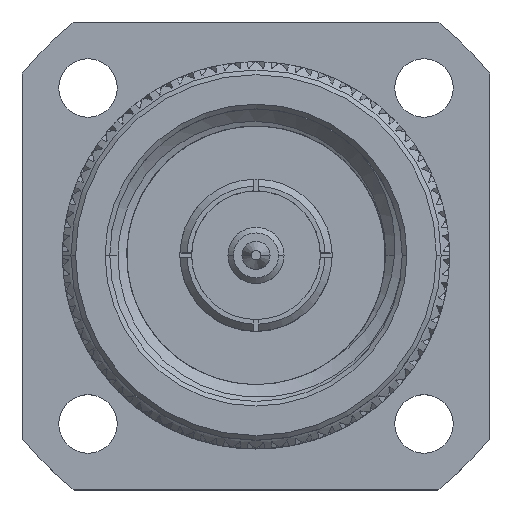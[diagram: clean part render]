
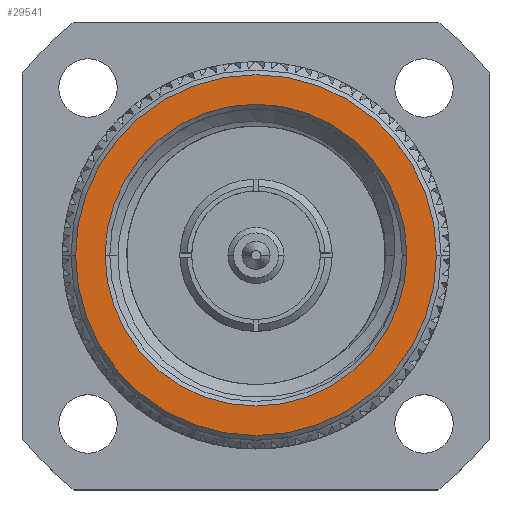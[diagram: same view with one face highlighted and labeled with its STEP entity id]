
A CAD part, top view. The second image highlights one B-rep face of the part: STEP entity #29541.
In plain terms, the highlighted planar face has unit normal (0, 0, 1).
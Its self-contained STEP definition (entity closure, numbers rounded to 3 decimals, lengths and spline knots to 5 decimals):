
#121 = AXIS2_PLACEMENT_3D ( 'NONE', #44829, #5246, #91997 ) ;
#3410 = CIRCLE ( 'NONE', #17516, 0.38559 ) ;
#5246 = DIRECTION ( 'NONE',  ( 0., 0., 1. ) ) ;
#17516 = AXIS2_PLACEMENT_3D ( 'NONE', #29304, #88957, #117258 ) ;
#18257 = CARTESIAN_POINT ( 'NONE',  ( 0., 0., 1.04 ) ) ;
#20937 = ORIENTED_EDGE ( 'NONE', *, *, #72858, .T. ) ;
#21280 = AXIS2_PLACEMENT_3D ( 'NONE', #18257, #103707, #115639 ) ;
#22004 = VERTEX_POINT ( 'NONE', #102736 ) ;
#22499 = ORIENTED_EDGE ( 'NONE', *, *, #66365, .T. ) ;
#28040 = VERTEX_POINT ( 'NONE', #44688 ) ;
#29304 = CARTESIAN_POINT ( 'NONE',  ( 0., 0., 1.04 ) ) ;
#29541 = ADVANCED_FACE ( 'NONE', ( #72479, #35398 ), #53654, .T. ) ;
#30588 = EDGE_CURVE ( 'NONE', #22004, #28040, #100493, .T. ) ;
#34256 = AXIS2_PLACEMENT_3D ( 'NONE', #66652, #123255, #114438 ) ;
#35116 = VERTEX_POINT ( 'NONE', #62893 ) ;
#35398 = FACE_BOUND ( 'NONE', #40387, .T. ) ;
#37164 = CIRCLE ( 'NONE', #79293, 0.3225 ) ;
#40387 = EDGE_LOOP ( 'NONE', ( #22499, #55444 ) ) ;
#44688 = CARTESIAN_POINT ( 'NONE',  ( 0.38559, 0., 1.04 ) ) ;
#44829 = CARTESIAN_POINT ( 'NONE',  ( 0., 0., 1.04 ) ) ;
#46077 = EDGE_LOOP ( 'NONE', ( #90286, #20937 ) ) ;
#53654 = PLANE ( 'NONE',  #121 ) ;
#55444 = ORIENTED_EDGE ( 'NONE', *, *, #114868, .T. ) ;
#62893 = CARTESIAN_POINT ( 'NONE',  ( -0.3225, 0., 1.04 ) ) ;
#66365 = EDGE_CURVE ( 'NONE', #95411, #35116, #75398, .T. ) ;
#66652 = CARTESIAN_POINT ( 'NONE',  ( 0., 0., 1.04 ) ) ;
#72479 = FACE_OUTER_BOUND ( 'NONE', #46077, .T. ) ;
#72858 = EDGE_CURVE ( 'NONE', #28040, #22004, #3410, .T. ) ;
#75398 = CIRCLE ( 'NONE', #21280, 0.3225 ) ;
#79293 = AXIS2_PLACEMENT_3D ( 'NONE', #109124, #100304, #110334 ) ;
#84810 = CARTESIAN_POINT ( 'NONE',  ( 0.3225, 0., 1.04 ) ) ;
#88957 = DIRECTION ( 'NONE',  ( 0., 0., 1. ) ) ;
#90286 = ORIENTED_EDGE ( 'NONE', *, *, #30588, .T. ) ;
#91997 = DIRECTION ( 'NONE',  ( 1., 0., 0. ) ) ;
#95411 = VERTEX_POINT ( 'NONE', #84810 ) ;
#100304 = DIRECTION ( 'NONE',  ( 0., 0., -1. ) ) ;
#100493 = CIRCLE ( 'NONE', #34256, 0.38559 ) ;
#102736 = CARTESIAN_POINT ( 'NONE',  ( -0.38559, 0., 1.04 ) ) ;
#103707 = DIRECTION ( 'NONE',  ( 0., 0., -1. ) ) ;
#109124 = CARTESIAN_POINT ( 'NONE',  ( 0., 0., 1.04 ) ) ;
#110334 = DIRECTION ( 'NONE',  ( 0., -1., 0. ) ) ;
#114438 = DIRECTION ( 'NONE',  ( 1., 0., 0. ) ) ;
#114868 = EDGE_CURVE ( 'NONE', #35116, #95411, #37164, .T. ) ;
#115639 = DIRECTION ( 'NONE',  ( 0., -1., 0. ) ) ;
#117258 = DIRECTION ( 'NONE',  ( 1., 0., 0. ) ) ;
#123255 = DIRECTION ( 'NONE',  ( 0., 0., 1. ) ) ;
